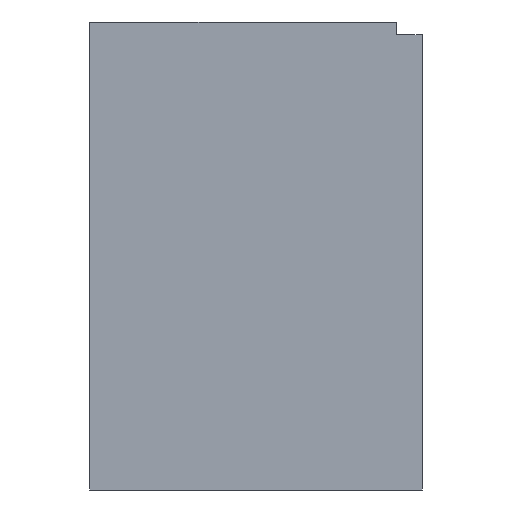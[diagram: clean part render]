
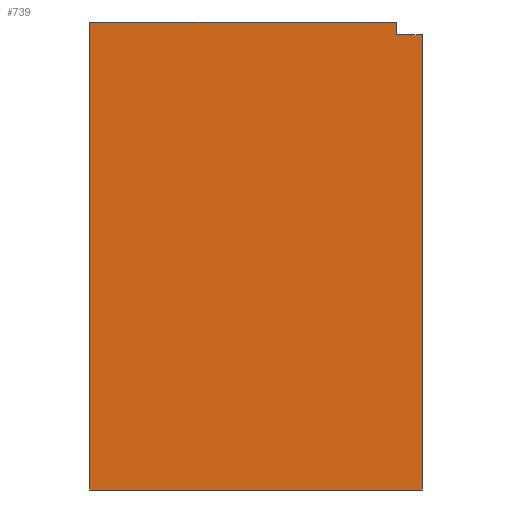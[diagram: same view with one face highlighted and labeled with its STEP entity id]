
A CAD part, left-side view. The second image highlights one B-rep face of the part: STEP entity #739.
In plain terms, the highlighted planar face has unit normal (-1, 0, 0).
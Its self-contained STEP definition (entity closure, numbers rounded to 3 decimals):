
#23 = VECTOR ( 'NONE', #245, 1000. ) ;
#161 = VECTOR ( 'NONE', #1559, 1000. ) ;
#245 = DIRECTION ( 'NONE',  ( 0., -1., 0. ) ) ;
#248 = CARTESIAN_POINT ( 'NONE',  ( 0., 8., 145. ) ) ;
#249 = LINE ( 'NONE', #248, #23 ) ;
#318 = EDGE_CURVE ( 'NONE', #703, #597, #249, .T. ) ;
#480 = EDGE_CURVE ( 'NONE', #1400, #703, #1563, .T. ) ;
#557 = EDGE_CURVE ( 'NONE', #774, #1400, #1500, .T. ) ;
#567 = ORIENTED_EDGE ( 'NONE', *, *, #772, .F. ) ;
#582 = ORIENTED_EDGE ( 'NONE', *, *, #1018, .F. ) ;
#597 = VERTEX_POINT ( 'NONE', #1457 ) ;
#601 = VECTOR ( 'NONE', #1130, 1000. ) ;
#623 = ORIENTED_EDGE ( 'NONE', *, *, #480, .F. ) ;
#703 = VERTEX_POINT ( 'NONE', #1243 ) ;
#739 = ADVANCED_FACE ( 'NONE', ( #1186 ), #1183, .F. ) ;
#751 = EDGE_CURVE ( 'NONE', #770, #1449, #1151, .T. ) ;
#755 = CARTESIAN_POINT ( 'NONE',  ( 0., 0., 141. ) ) ;
#770 = VERTEX_POINT ( 'NONE', #1138 ) ;
#772 = EDGE_CURVE ( 'NONE', #1449, #774, #1135, .T. ) ;
#774 = VERTEX_POINT ( 'NONE', #1129 ) ;
#778 = CARTESIAN_POINT ( 'NONE',  ( 0., 103., 0. ) ) ;
#919 = AXIS2_PLACEMENT_3D ( 'NONE', #1181, #1180, #1177 ) ;
#941 = DIRECTION ( 'NONE',  ( 0., 0., -1. ) ) ;
#942 = CARTESIAN_POINT ( 'NONE',  ( 0., 8., 145. ) ) ;
#943 = LINE ( 'NONE', #942, #1102 ) ;
#948 = ORIENTED_EDGE ( 'NONE', *, *, #751, .F. ) ;
#1018 = EDGE_CURVE ( 'NONE', #597, #770, #943, .T. ) ;
#1051 = ORIENTED_EDGE ( 'NONE', *, *, #557, .F. ) ;
#1102 = VECTOR ( 'NONE', #941, 1000. ) ;
#1129 = CARTESIAN_POINT ( 'NONE',  ( 0., 0., 0. ) ) ;
#1130 = DIRECTION ( 'NONE',  ( 0., 0., -1. ) ) ;
#1133 = CARTESIAN_POINT ( 'NONE',  ( 0., 0., 0. ) ) ;
#1135 = LINE ( 'NONE', #1133, #601 ) ;
#1138 = CARTESIAN_POINT ( 'NONE',  ( 0., 8., 141. ) ) ;
#1148 = DIRECTION ( 'NONE',  ( 0., -1., 0. ) ) ;
#1150 = CARTESIAN_POINT ( 'NONE',  ( 0., 8., 141. ) ) ;
#1151 = LINE ( 'NONE', #1150, #1307 ) ;
#1177 = DIRECTION ( 'NONE',  ( 0., 0., -1. ) ) ;
#1180 = DIRECTION ( 'NONE',  ( 1., 0., 0. ) ) ;
#1181 = CARTESIAN_POINT ( 'NONE',  ( 0., 0., 0. ) ) ;
#1183 = PLANE ( 'NONE',  #919 ) ;
#1186 = FACE_OUTER_BOUND ( 'NONE', #1285, .T. ) ;
#1243 = CARTESIAN_POINT ( 'NONE',  ( 0., 103., 145. ) ) ;
#1285 = EDGE_LOOP ( 'NONE', ( #1051, #567, #948, #582, #1513, #623 ) ) ;
#1307 = VECTOR ( 'NONE', #1148, 1000. ) ;
#1400 = VERTEX_POINT ( 'NONE', #778 ) ;
#1449 = VERTEX_POINT ( 'NONE', #755 ) ;
#1452 = VECTOR ( 'NONE', #1497, 1000. ) ;
#1457 = CARTESIAN_POINT ( 'NONE',  ( 0., 8., 145. ) ) ;
#1497 = DIRECTION ( 'NONE',  ( 0., 1., 0. ) ) ;
#1499 = CARTESIAN_POINT ( 'NONE',  ( 0., 0., 0. ) ) ;
#1500 = LINE ( 'NONE', #1499, #1452 ) ;
#1513 = ORIENTED_EDGE ( 'NONE', *, *, #318, .F. ) ;
#1559 = DIRECTION ( 'NONE',  ( 0., 0., 1. ) ) ;
#1560 = CARTESIAN_POINT ( 'NONE',  ( 0., 103., 0. ) ) ;
#1563 = LINE ( 'NONE', #1560, #161 ) ;
